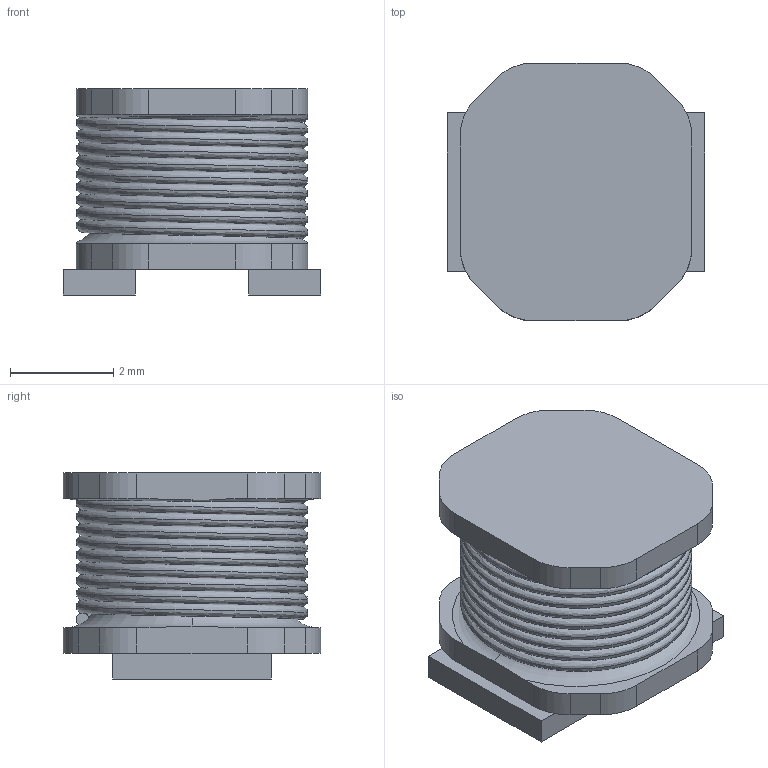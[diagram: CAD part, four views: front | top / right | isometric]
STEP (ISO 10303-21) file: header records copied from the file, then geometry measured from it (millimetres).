
FILE_DESCRIPTION (( 'STEP AP214' ), '1' );
FILE_NAME ('fnr5040s.STEP', '2024-10-04T09:05:59', ( '' ), ( '' ), 'SwSTEP 2.0', 'SolidWorks 2024', '' );
FILE_SCHEMA (( 'AUTOMOTIVE_DESIGN' ));
Length unit declared in the file: millimetre
Products named in the file (1): fnr5040s
Bounding box: 5 x 5 x 4 mm (x, y, z)
Volume: 60.2 mm3; surface area: 201.6 mm2
Topology: 1 solids, 1 shells, 63 faces, 178 edges, 115 vertices
Faces by surface type: plane 35, cylinder 18, torus 6, bspline 4
Entity records: 5290 total; most frequent: CARTESIAN_POINT 2958, ORIENTED_EDGE 356, DIRECTION 328, EDGE_CURVE 178, VERTEX_POINT 115, AXIS2_PLACEMENT_3D 115, LINE 98, VECTOR 98
